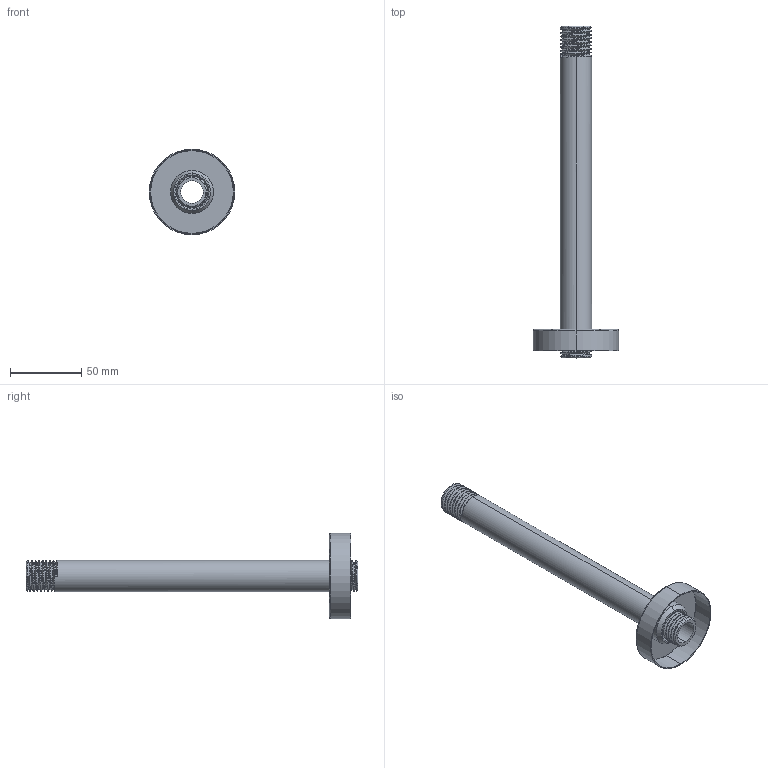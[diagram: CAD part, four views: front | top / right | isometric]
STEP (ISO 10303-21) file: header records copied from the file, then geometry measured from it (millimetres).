
FILE_DESCRIPTION (( 'STEP AP214' ), '1' );
FILE_NAME ('CO236_STEP_V20323.STEP', '2023-03-06T10:04:30', ( '' ), ( '' ), 'SwSTEP 2.0', 'SolidWorks 2019', '' );
FILE_SCHEMA (( 'AUTOMOTIVE_DESIGN' ));
Length unit declared in the file: millimetre
Products named in the file (1): CO236_STEP_V20323
Bounding box: 60 x 233 x 60 mm (x, y, z)
Volume: 45327.3 mm3; surface area: 40615 mm2
Topology: 2 solids, 2 shells, 60 faces, 154 edges, 100 vertices
Faces by surface type: cylinder 34, plane 10, cone 8, bspline 6, torus 2
Entity records: 4223 total; most frequent: CARTESIAN_POINT 2871, ORIENTED_EDGE 308, DIRECTION 242, EDGE_CURVE 154, VERTEX_POINT 100, AXIS2_PLACEMENT_3D 91, EDGE_LOOP 66, VECTOR 60
